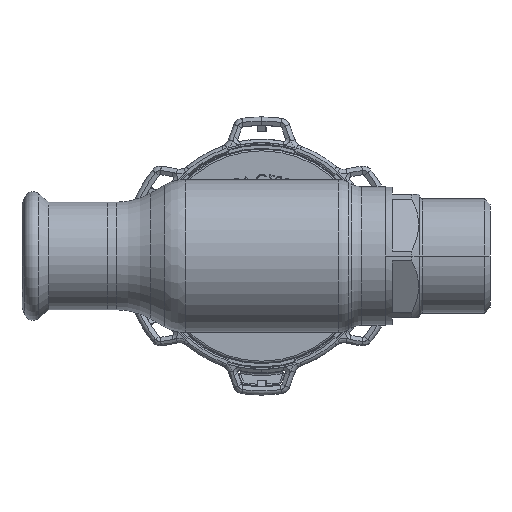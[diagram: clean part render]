
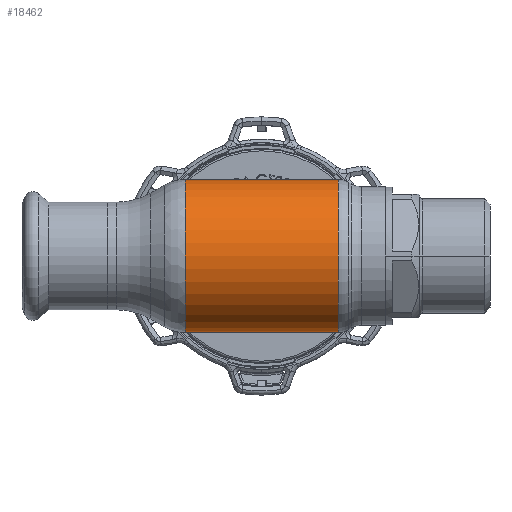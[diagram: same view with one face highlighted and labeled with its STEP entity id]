
A CAD part, front view. The second image highlights one B-rep face of the part: STEP entity #18462.
In plain terms, the highlighted cylindrical face has radius 22.25 mm (diameter 44.5 mm), a partial arc.
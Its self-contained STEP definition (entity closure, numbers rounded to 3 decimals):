
#3302 = ORIENTED_EDGE ( 'NONE', *, *, #27664, .T. ) ;
#3522 = AXIS2_PLACEMENT_3D ( 'NONE', #9782, #27629, #16139 ) ;
#3624 = FACE_OUTER_BOUND ( 'NONE', #33720, .T. ) ;
#6111 = LINE ( 'NONE', #12264, #20999 ) ;
#6210 = LINE ( 'NONE', #18369, #37176 ) ;
#9782 = CARTESIAN_POINT ( 'NONE',  ( -62.69, 0., 0. ) ) ;
#10622 = DIRECTION ( 'NONE',  ( -1., 0., 0. ) ) ;
#11063 = CARTESIAN_POINT ( 'NONE',  ( 22.285, 0., -22.25 ) ) ;
#11620 = AXIS2_PLACEMENT_3D ( 'NONE', #38126, #10622, #35122 ) ;
#12004 = ORIENTED_EDGE ( 'NONE', *, *, #16292, .T. ) ;
#12264 = CARTESIAN_POINT ( 'NONE',  ( -62.69, 0., 22.25 ) ) ;
#12398 = VERTEX_POINT ( 'NONE', #36423 ) ;
#12533 = AXIS2_PLACEMENT_3D ( 'NONE', #32907, #39296, #30245 ) ;
#13793 = ORIENTED_EDGE ( 'NONE', *, *, #35072, .F. ) ;
#16139 = DIRECTION ( 'NONE',  ( 0., 0., 1. ) ) ;
#16292 = EDGE_CURVE ( 'NONE', #23499, #28886, #29582, .T. ) ;
#18369 = CARTESIAN_POINT ( 'NONE',  ( -62.69, 0., -22.25 ) ) ;
#18462 = ADVANCED_FACE ( 'NONE', ( #3624 ), #30650, .T. ) ;
#18929 = CIRCLE ( 'NONE', #12533, 22.25 ) ;
#20999 = VECTOR ( 'NONE', #27920, 1000. ) ;
#22138 = ORIENTED_EDGE ( 'NONE', *, *, #32025, .F. ) ;
#23499 = VERTEX_POINT ( 'NONE', #11063 ) ;
#27629 = DIRECTION ( 'NONE',  ( -1., 0., 0. ) ) ;
#27633 = DIRECTION ( 'NONE',  ( -1., 0., 0. ) ) ;
#27664 = EDGE_CURVE ( 'NONE', #28886, #12398, #6111, .T. ) ;
#27920 = DIRECTION ( 'NONE',  ( -1., 0., 0. ) ) ;
#28886 = VERTEX_POINT ( 'NONE', #36081 ) ;
#29141 = CARTESIAN_POINT ( 'NONE',  ( -22.285, 0., -22.25 ) ) ;
#29582 = CIRCLE ( 'NONE', #11620, 22.25 ) ;
#30245 = DIRECTION ( 'NONE',  ( 0., 0., 1. ) ) ;
#30580 = VERTEX_POINT ( 'NONE', #29141 ) ;
#30650 = CYLINDRICAL_SURFACE ( 'NONE', #3522, 22.25 ) ;
#32025 = EDGE_CURVE ( 'NONE', #30580, #12398, #18929, .T. ) ;
#32907 = CARTESIAN_POINT ( 'NONE',  ( -22.285, 0., 0. ) ) ;
#33720 = EDGE_LOOP ( 'NONE', ( #13793, #12004, #3302, #22138 ) ) ;
#35072 = EDGE_CURVE ( 'NONE', #23499, #30580, #6210, .T. ) ;
#35122 = DIRECTION ( 'NONE',  ( 0., 0., 1. ) ) ;
#36081 = CARTESIAN_POINT ( 'NONE',  ( 22.285, 0., 22.25 ) ) ;
#36423 = CARTESIAN_POINT ( 'NONE',  ( -22.285, 0., 22.25 ) ) ;
#37176 = VECTOR ( 'NONE', #27633, 1000. ) ;
#38126 = CARTESIAN_POINT ( 'NONE',  ( 22.285, 0., 0. ) ) ;
#39296 = DIRECTION ( 'NONE',  ( -1., 0., 0. ) ) ;
